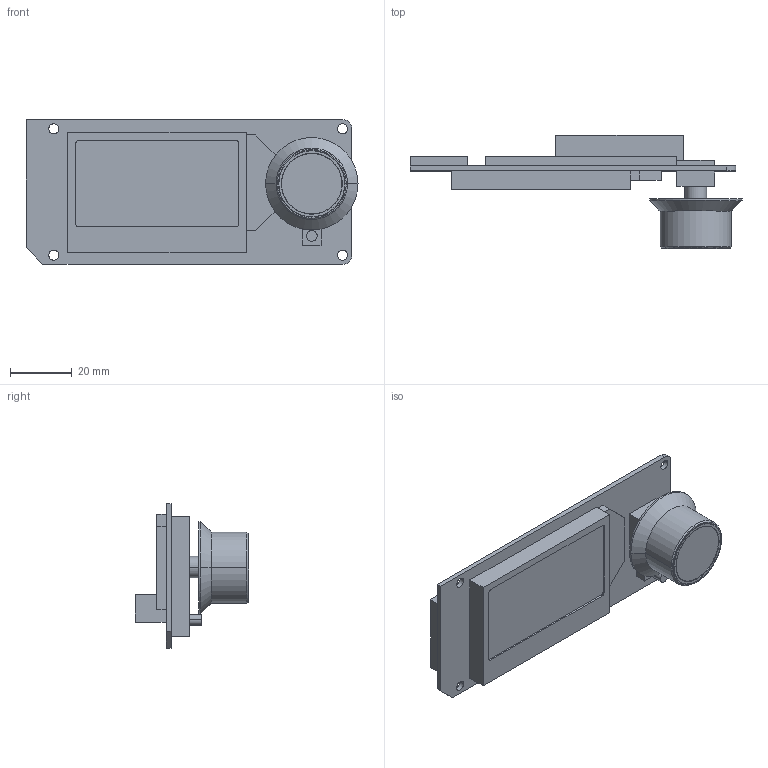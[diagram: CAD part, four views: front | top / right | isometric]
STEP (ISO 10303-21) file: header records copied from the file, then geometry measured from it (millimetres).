
FILE_DESCRIPTION (( 'STEP AP214' ), '1' );
FILE_NAME ('Mini12864_LCD_Screen.STEP', '2020-05-08T12:45:51', ( '' ), ( '' ), 'SwSTEP 2.0', 'SolidWorks 2019', '' );
FILE_SCHEMA (( 'AUTOMOTIVE_DESIGN' ));
Length unit declared in the file: metre
Products named in the file (1): Mini12864_LCD_Screen
Bounding box: 107.75 x 36.8 x 47 mm (x, y, z)
Volume: 36619.6 mm3; surface area: 29232.1 mm2
Topology: 10 solids, 10 shells, 113 faces, 257 edges, 169 vertices
Faces by surface type: plane 69, cylinder 36, cone 4, torus 4
Entity records: 4559 total; most frequent: DIRECTION 571, CARTESIAN_POINT 540, ORIENTED_EDGE 514, EDGE_CURVE 257, AXIS2_PLACEMENT_3D 200, VECTOR 171, LINE 171, VERTEX_POINT 169
